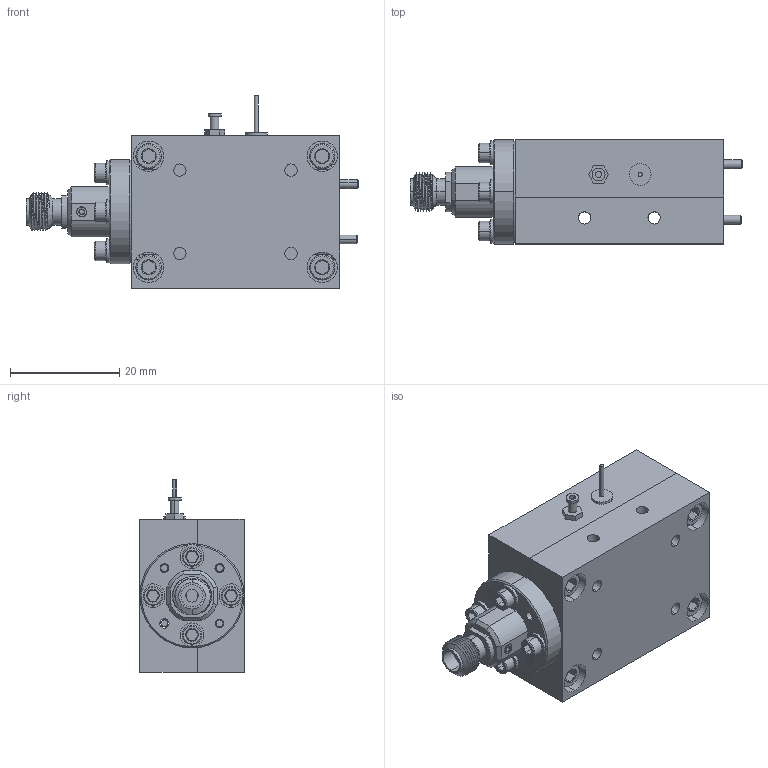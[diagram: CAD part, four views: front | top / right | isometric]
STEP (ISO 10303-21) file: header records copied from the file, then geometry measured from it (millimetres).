
FILE_DESCRIPTION (( 'STEP AP203' ), '1' );
FILE_NAME ('SBL-5037533555-1F15-E1-WC.STEP', '2018-09-13T22:15:35', ( '' ), ( '' ), 'SwSTEP 2.0', 'SolidWorks 2016', '' );
FILE_SCHEMA (( 'CONFIG_CONTROL_DESIGN' ));
Length unit declared in the file: inch
Products named in the file (1): SBL-5037533555-1F15-E1-WC
Bounding box: 60.71 x 19.05 x 35.18 mm (x, y, z)
Surface area: 8251.4 mm2 (no closed solid volume)
Topology: 0 solids, 33 shells, 505 faces, 1353 edges, 884 vertices
Faces by surface type: plane 219, cone 144, cylinder 140, bspline 2
Entity records: 16933 total; most frequent: CARTESIAN_POINT 4400, DIRECTION 2683, ORIENTED_EDGE 2392, EDGE_CURVE 1345, AXIS2_PLACEMENT_3D 1032, VERTEX_POINT 884, VECTOR 619, LINE 619
